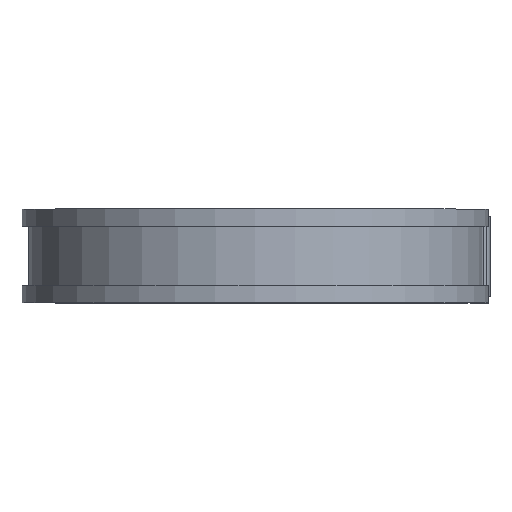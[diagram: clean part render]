
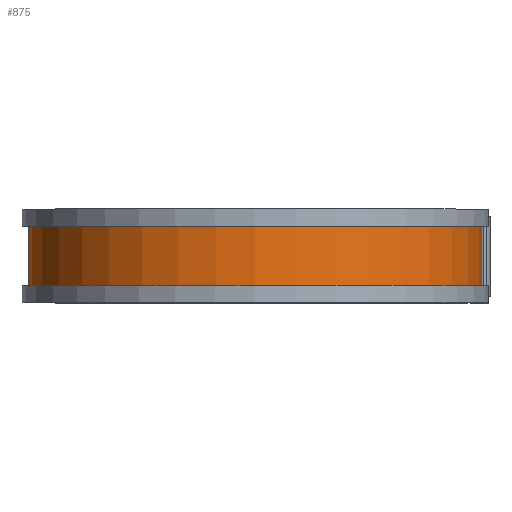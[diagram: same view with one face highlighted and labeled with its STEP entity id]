
A CAD part, top view. The second image highlights one B-rep face of the part: STEP entity #875.
In plain terms, the highlighted cylindrical face has radius 53.543 mm (diameter 107.086 mm), a partial arc.
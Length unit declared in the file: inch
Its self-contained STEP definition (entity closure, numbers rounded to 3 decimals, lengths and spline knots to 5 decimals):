
#48 = CARTESIAN_POINT ( 'NONE',  ( 2.108, 0.275, 0. ) ) ;
#58 = VERTEX_POINT ( 'NONE', #1623 ) ;
#92 = ORIENTED_EDGE ( 'NONE', *, *, #333, .T. ) ;
#169 = AXIS2_PLACEMENT_3D ( 'NONE', #872, #886, #891 ) ;
#214 = ORIENTED_EDGE ( 'NONE', *, *, #1405, .F. ) ;
#230 = FACE_OUTER_BOUND ( 'NONE', #1720, .T. ) ;
#333 = EDGE_CURVE ( 'NONE', #1351, #58, #620, .T. ) ;
#379 = CARTESIAN_POINT ( 'NONE',  ( 0., -0.275, 0. ) ) ;
#490 = EDGE_CURVE ( 'NONE', #1351, #1345, #750, .T. ) ;
#513 = DIRECTION ( 'NONE',  ( 0., 0., -1. ) ) ;
#620 = CIRCLE ( 'NONE', #169, 2.108 ) ;
#679 = DIRECTION ( 'NONE',  ( 0., -1., 0. ) ) ;
#750 = LINE ( 'NONE', #936, #761 ) ;
#761 = VECTOR ( 'NONE', #1326, 39.37008 ) ;
#767 = DIRECTION ( 'NONE',  ( 0., 0., -1. ) ) ;
#804 = AXIS2_PLACEMENT_3D ( 'NONE', #379, #1258, #513 ) ;
#828 = LINE ( 'NONE', #921, #1315 ) ;
#872 = CARTESIAN_POINT ( 'NONE',  ( 0., 0.275, 0. ) ) ;
#875 = ADVANCED_FACE ( 'NONE', ( #230 ), #1216, .T. ) ;
#886 = DIRECTION ( 'NONE',  ( 0., -1., 0. ) ) ;
#891 = DIRECTION ( 'NONE',  ( 0., 0., -1. ) ) ;
#921 = CARTESIAN_POINT ( 'NONE',  ( 0., 0.375, -2.108 ) ) ;
#936 = CARTESIAN_POINT ( 'NONE',  ( 2.108, 0.375, 0. ) ) ;
#1168 = DIRECTION ( 'NONE',  ( 0., -1., 0. ) ) ;
#1192 = EDGE_CURVE ( 'NONE', #58, #1350, #828, .T. ) ;
#1216 = CYLINDRICAL_SURFACE ( 'NONE', #1508, 2.108 ) ;
#1233 = CARTESIAN_POINT ( 'NONE',  ( 2.108, -0.275, 0. ) ) ;
#1258 = DIRECTION ( 'NONE',  ( 0., -1., 0. ) ) ;
#1278 = ORIENTED_EDGE ( 'NONE', *, *, #1192, .T. ) ;
#1309 = CARTESIAN_POINT ( 'NONE',  ( 0., 0.375, 0. ) ) ;
#1315 = VECTOR ( 'NONE', #1168, 39.37008 ) ;
#1326 = DIRECTION ( 'NONE',  ( 0., -1., 0. ) ) ;
#1345 = VERTEX_POINT ( 'NONE', #1233 ) ;
#1350 = VERTEX_POINT ( 'NONE', #1658 ) ;
#1351 = VERTEX_POINT ( 'NONE', #48 ) ;
#1405 = EDGE_CURVE ( 'NONE', #1345, #1350, #1510, .T. ) ;
#1508 = AXIS2_PLACEMENT_3D ( 'NONE', #1309, #679, #767 ) ;
#1510 = CIRCLE ( 'NONE', #804, 2.108 ) ;
#1623 = CARTESIAN_POINT ( 'NONE',  ( 0., 0.275, -2.108 ) ) ;
#1658 = CARTESIAN_POINT ( 'NONE',  ( 0., -0.275, -2.108 ) ) ;
#1717 = ORIENTED_EDGE ( 'NONE', *, *, #490, .F. ) ;
#1720 = EDGE_LOOP ( 'NONE', ( #1717, #92, #1278, #214 ) ) ;
